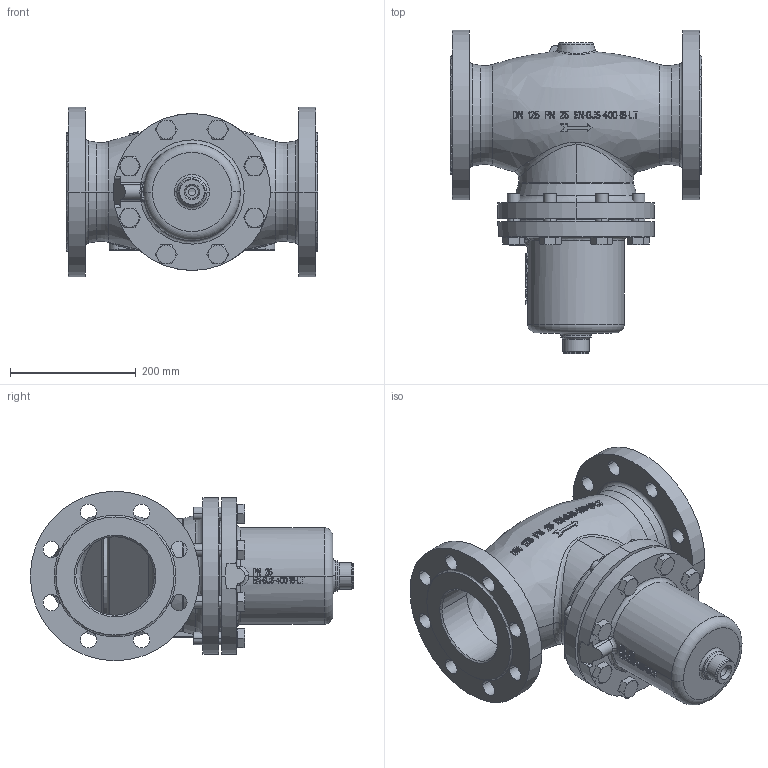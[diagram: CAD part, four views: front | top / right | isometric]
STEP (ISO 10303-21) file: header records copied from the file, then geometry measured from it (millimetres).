
FILE_DESCRIPTION((''),'2;1');
FILE_NAME('065B2410_ASM','2015-03-13T',('u317927'),('Danfoss'),'PRO/ENGINEER BY PARAMETRIC TECHNOLOGY CORPORATION, 2014000','PRO/ENGINEER BY PARAMETRIC TECHNOLOGY CORPORATION, 2014000','');
FILE_SCHEMA(('CONFIG_CONTROL_DESIGN'));
Products named in the file (4): 8861189; 8861191; 5184025; 065B2410_ASM
Assembly tree (10 placements, depth 2):
  065B2410_ASM
    8861189
    8861191
    5184025  x8
Bounding box: 400 x 515.1 x 270 mm (x, y, z)
Volume: 8690993 mm3; surface area: 1176273.5 mm2
Topology: 10 solids, 30 shells, 1669 faces, 4518 edges, 2953 vertices
Faces by surface type: plane 1177, cylinder 247, cone 103, bspline 84, torus 56, sphere 2
Entity records: 52789 total; most frequent: CARTESIAN_POINT 17468, ORIENTED_EDGE 8172, DIRECTION 6155, EDGE_CURVE 4112, VERTEX_POINT 2701, AXIS2_PLACEMENT_3D 2348, B_SPLINE_CURVE_WITH_KNOTS 1721, EDGE_LOOP 1617
